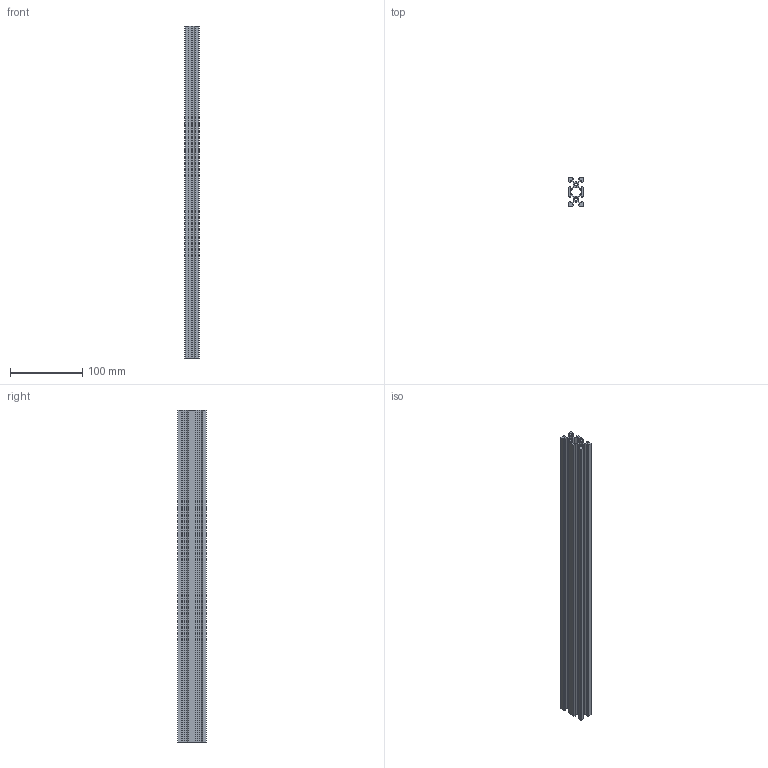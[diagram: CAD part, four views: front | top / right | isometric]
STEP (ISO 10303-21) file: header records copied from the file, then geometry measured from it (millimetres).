
FILE_DESCRIPTION(/* description */ (''),/* implementation_level */ '2;1');
FILE_NAME(/* name */ '1x 460mm 2040 v1.step',/* time_stamp */ '2019-04-11T23:55:17-04:00',/* author */ ('racenviperW4DWP'),/* organization */ (''),/* preprocessor_version */ 'ST-DEVELOPER v17.2',/* originating_system */ 'Autodesk Translation Framework v7.6.0.251',/* authorisation */ '');
FILE_SCHEMA (('AUTOMOTIVE_DESIGN { 1 0 10303 214 3 1 1 }'));
Length unit declared in the file: millimetre
Products named in the file (1): 1x 460mm 2040
Bounding box: 20 x 40 x 460 mm (x, y, z)
Volume: 137954.6 mm3; surface area: 137415.4 mm2
Topology: 1 solids, 1 shells, 120 faces, 358 edges, 240 vertices
Faces by surface type: plane 114, cylinder 6
Full cylindrical faces by diameter (mm): 4.2 x2
Entity records: 4015 total; most frequent: CARTESIAN_POINT 719, ORIENTED_EDGE 716, DIRECTION 616, EDGE_CURVE 358, LINE 342, VECTOR 342, VERTEX_POINT 240, AXIS2_PLACEMENT_3D 137
